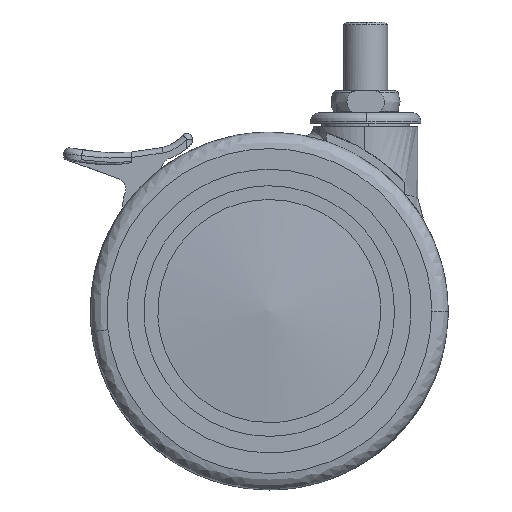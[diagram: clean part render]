
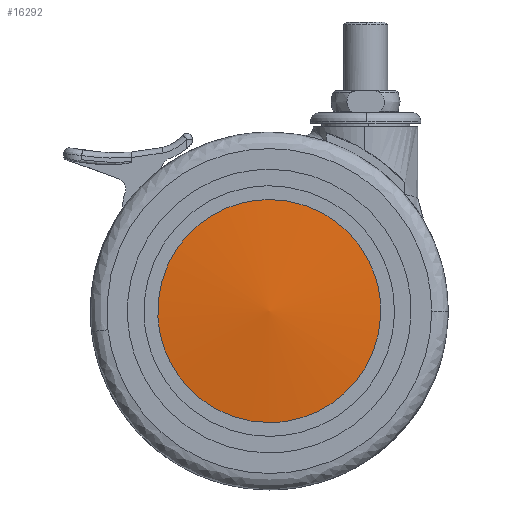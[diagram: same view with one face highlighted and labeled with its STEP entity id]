
A CAD part, front view. The second image highlights one B-rep face of the part: STEP entity #16292.
In plain terms, the highlighted free-form (B-spline) face has degree [2, 2] with [4, 4] control points.
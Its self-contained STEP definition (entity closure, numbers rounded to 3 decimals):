
#13893=CARTESIAN_POINT('',(40.217,-31.8,4.78));
#13894=VERTEX_POINT('',#13893);
#13900=CARTESIAN_POINT('',(0.0,-31.8,-40.5));
#13901=VERTEX_POINT('',#13900);
#13902=CARTESIAN_POINT('',(40.217,-31.8,4.78));
#13903=CARTESIAN_POINT('',(40.5,-31.8,2.399));
#13904=CARTESIAN_POINT('',(40.5,-31.8,0.0));
#13905=CARTESIAN_POINT('',(40.5,-31.8,-40.5));
#13906=CARTESIAN_POINT('',(0.0,-31.8,-40.5));
#13914=(BOUNDED_CURVE()B_SPLINE_CURVE(2,(#13902,#13903,#13904,#13905,#13906),.UNSPECIFIED.,.F.,.U.)B_SPLINE_CURVE_WITH_KNOTS((3,2,3),(0.23,0.25,0.5),.UNSPECIFIED.)CURVE()GEOMETRIC_REPRESENTATION_ITEM()RATIONAL_B_SPLINE_CURVE((0.956,0.976,1.0,0.707,1.0))REPRESENTATION_ITEM(''));
#13915=EDGE_CURVE('',#13894,#13901,#13914,.T.);
#13917=CARTESIAN_POINT('',(-40.424,-31.8,-2.472));
#13918=VERTEX_POINT('',#13917);
#13919=CARTESIAN_POINT('',(0.0,-31.8,-40.5));
#13920=CARTESIAN_POINT('',(-38.099,-31.8,-40.5));
#13921=CARTESIAN_POINT('',(-40.424,-31.8,-2.472));
#13929=(BOUNDED_CURVE()B_SPLINE_CURVE(2,(#13919,#13920,#13921),.UNSPECIFIED.,.F.,.U.)B_SPLINE_CURVE_WITH_KNOTS((3,3),(0.5,0.739),.UNSPECIFIED.)CURVE()GEOMETRIC_REPRESENTATION_ITEM()RATIONAL_B_SPLINE_CURVE((1.0,0.72,0.976))REPRESENTATION_ITEM(''));
#13930=EDGE_CURVE('',#13901,#13918,#13929,.T.);
#14004=CARTESIAN_POINT('',(0.0,-31.8,40.5));
#14005=VERTEX_POINT('',#14004);
#14006=CARTESIAN_POINT('',(-40.424,-31.8,-2.472));
#14007=CARTESIAN_POINT('',(-40.5,-31.8,-1.237));
#14008=CARTESIAN_POINT('',(-40.5,-31.8,0.0));
#14009=CARTESIAN_POINT('',(-40.5,-31.8,40.5));
#14010=CARTESIAN_POINT('',(0.0,-31.8,40.5));
#14018=(BOUNDED_CURVE()B_SPLINE_CURVE(2,(#14006,#14007,#14008,#14009,#14010),.UNSPECIFIED.,.F.,.U.)B_SPLINE_CURVE_WITH_KNOTS((3,2,3),(0.739,0.75,1.0),.UNSPECIFIED.)CURVE()GEOMETRIC_REPRESENTATION_ITEM()RATIONAL_B_SPLINE_CURVE((0.976,0.988,1.0,0.707,1.0))REPRESENTATION_ITEM(''));
#14019=EDGE_CURVE('',#13918,#14005,#14018,.T.);
#14021=CARTESIAN_POINT('',(0.0,-31.8,40.5));
#14022=CARTESIAN_POINT('',(35.971,-31.8,40.5));
#14023=CARTESIAN_POINT('',(40.217,-31.8,4.78));
#14031=(BOUNDED_CURVE()B_SPLINE_CURVE(2,(#14021,#14022,#14023),.UNSPECIFIED.,.F.,.U.)B_SPLINE_CURVE_WITH_KNOTS((3,3),(0.0,0.23),.UNSPECIFIED.)CURVE()GEOMETRIC_REPRESENTATION_ITEM()RATIONAL_B_SPLINE_CURVE((1.0,0.731,0.956))REPRESENTATION_ITEM(''));
#14032=EDGE_CURVE('',#14005,#13894,#14031,.T.);
#16262=CARTESIAN_POINT('',(-44.131,-27.187,-44.132));
#16263=CARTESIAN_POINT('',(-22.242,-31.113,-44.484));
#16264=CARTESIAN_POINT('',(22.242,-31.113,-44.484));
#16265=CARTESIAN_POINT('',(44.131,-27.187,-44.132));
#16266=CARTESIAN_POINT('',(-44.483,-31.113,-22.242));
#16267=CARTESIAN_POINT('',(-22.421,-35.102,-22.421));
#16268=CARTESIAN_POINT('',(22.421,-35.102,-22.421));
#16269=CARTESIAN_POINT('',(44.484,-31.113,-22.242));
#16270=CARTESIAN_POINT('',(-44.483,-31.113,22.242));
#16271=CARTESIAN_POINT('',(-22.421,-35.102,22.421));
#16272=CARTESIAN_POINT('',(22.421,-35.102,22.421));
#16273=CARTESIAN_POINT('',(44.484,-31.113,22.242));
#16274=CARTESIAN_POINT('',(-44.131,-27.187,44.132));
#16275=CARTESIAN_POINT('',(-22.242,-31.113,44.484));
#16276=CARTESIAN_POINT('',(22.242,-31.113,44.484));
#16277=CARTESIAN_POINT('',(44.131,-27.187,44.132));
#16285=(BOUNDED_SURFACE()B_SPLINE_SURFACE(2,2,((#16262,#16266,#16270,#16274),(#16263,#16267,#16271,#16275),(#16264,#16268,#16272,#16276),(#16265,#16269,#16273,#16277)),.UNSPECIFIED.,.F.,.F.,.U.)B_SPLINE_SURFACE_WITH_KNOTS((3,1,3),(3,1,3),(72.448,116.047,159.646),(72.447,116.047,159.647),.UNSPECIFIED.)GEOMETRIC_REPRESENTATION_ITEM()RATIONAL_B_SPLINE_SURFACE(((1.016,1.008,1.008,1.016),(1.008,1.0,1.0,1.008),(1.008,1.0,1.0,1.008),(1.016,1.008,1.008,1.016)))REPRESENTATION_ITEM('')SURFACE());
#16286=ORIENTED_EDGE('',*,*,#14019,.F.);
#16287=ORIENTED_EDGE('',*,*,#13930,.F.);
#16288=ORIENTED_EDGE('',*,*,#13915,.F.);
#16289=ORIENTED_EDGE('',*,*,#14032,.F.);
#16290=EDGE_LOOP('',(#16286,#16287,#16288,#16289));
#16291=FACE_OUTER_BOUND('',#16290,.T.);
#16292=ADVANCED_FACE('',(#16291),#16285,.T.);
